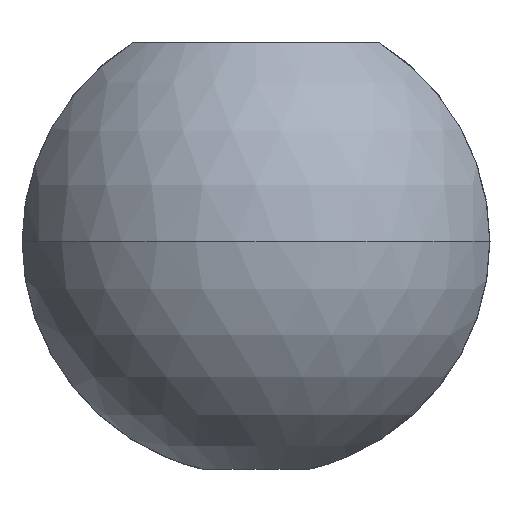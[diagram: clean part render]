
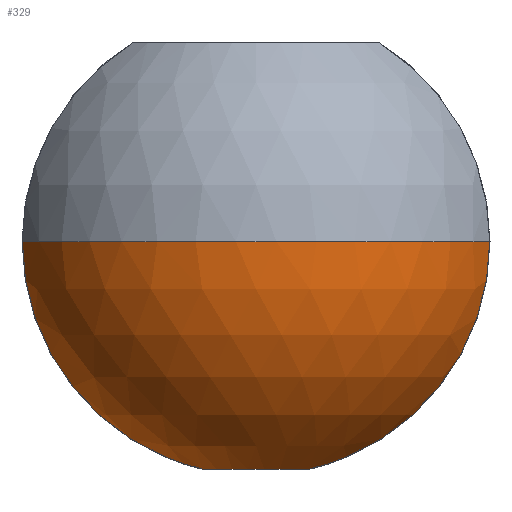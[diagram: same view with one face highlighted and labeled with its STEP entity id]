
A CAD part, front view. The second image highlights one B-rep face of the part: STEP entity #329.
In plain terms, the highlighted spherical face has radius 5 mm.
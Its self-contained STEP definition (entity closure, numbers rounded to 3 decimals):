
#6 = CARTESIAN_POINT ( 'NONE',  ( 0., 0., 0. ) ) ;
#18 = EDGE_CURVE ( 'NONE', #41, #56, #58, .T. ) ;
#41 = VERTEX_POINT ( 'NONE', #419 ) ;
#56 = VERTEX_POINT ( 'NONE', #197 ) ;
#58 = CIRCLE ( 'NONE', #342, 4.708 ) ;
#90 = DIRECTION ( 'NONE',  ( 0., -1., 0. ) ) ;
#162 = DIRECTION ( 'NONE',  ( 0., 0., -1. ) ) ;
#166 = DIRECTION ( 'NONE',  ( 0., 0., 1. ) ) ;
#197 = CARTESIAN_POINT ( 'NONE',  ( -1.079, -1.684, -4.583 ) ) ;
#207 = AXIS2_PLACEMENT_3D ( 'NONE', #6, #664, #808 ) ;
#267 = CARTESIAN_POINT ( 'NONE',  ( 4.708, -1.684, 0. ) ) ;
#318 = ORIENTED_EDGE ( 'NONE', *, *, #681, .T. ) ;
#329 = ADVANCED_FACE ( 'NONE', ( #711 ), #510, .T. ) ;
#342 = AXIS2_PLACEMENT_3D ( 'NONE', #451, #885, #466 ) ;
#359 = CIRCLE ( 'NONE', #572, 2. ) ;
#419 = CARTESIAN_POINT ( 'NONE',  ( -4.708, -1.684, 0. ) ) ;
#451 = CARTESIAN_POINT ( 'NONE',  ( 0., -1.684, 0. ) ) ;
#466 = DIRECTION ( 'NONE',  ( 0., 0., 1. ) ) ;
#467 = ORIENTED_EDGE ( 'NONE', *, *, #18, .T. ) ;
#487 = AXIS2_PLACEMENT_3D ( 'NONE', #522, #90, #593 ) ;
#510 = SPHERICAL_SURFACE ( 'NONE', #207, 5. ) ;
#522 = CARTESIAN_POINT ( 'NONE',  ( 0., -1.684, 0. ) ) ;
#559 = ORIENTED_EDGE ( 'NONE', *, *, #696, .T. ) ;
#572 = AXIS2_PLACEMENT_3D ( 'NONE', #601, #166, #684 ) ;
#592 = CARTESIAN_POINT ( 'NONE',  ( 0., 0., 0. ) ) ;
#593 = DIRECTION ( 'NONE',  ( 0., 0., 1. ) ) ;
#601 = CARTESIAN_POINT ( 'NONE',  ( 0., 0., -4.583 ) ) ;
#602 = ORIENTED_EDGE ( 'NONE', *, *, #823, .T. ) ;
#646 = CIRCLE ( 'NONE', #878, 5. ) ;
#664 = DIRECTION ( 'NONE',  ( 0., 0., -1. ) ) ;
#679 = DIRECTION ( 'NONE',  ( 0., 1., 0. ) ) ;
#681 = EDGE_CURVE ( 'NONE', #719, #791, #911, .T. ) ;
#684 = DIRECTION ( 'NONE',  ( 1., 0., 0. ) ) ;
#690 = CARTESIAN_POINT ( 'NONE',  ( 1.079, -1.684, -4.583 ) ) ;
#696 = EDGE_CURVE ( 'NONE', #56, #719, #359, .T. ) ;
#711 = FACE_OUTER_BOUND ( 'NONE', #775, .T. ) ;
#719 = VERTEX_POINT ( 'NONE', #690 ) ;
#775 = EDGE_LOOP ( 'NONE', ( #318, #602, #467, #559 ) ) ;
#791 = VERTEX_POINT ( 'NONE', #267 ) ;
#808 = DIRECTION ( 'NONE',  ( 0., 1., 0. ) ) ;
#823 = EDGE_CURVE ( 'NONE', #791, #41, #646, .T. ) ;
#878 = AXIS2_PLACEMENT_3D ( 'NONE', #592, #162, #679 ) ;
#885 = DIRECTION ( 'NONE',  ( 0., -1., 0. ) ) ;
#911 = CIRCLE ( 'NONE', #487, 4.708 ) ;
